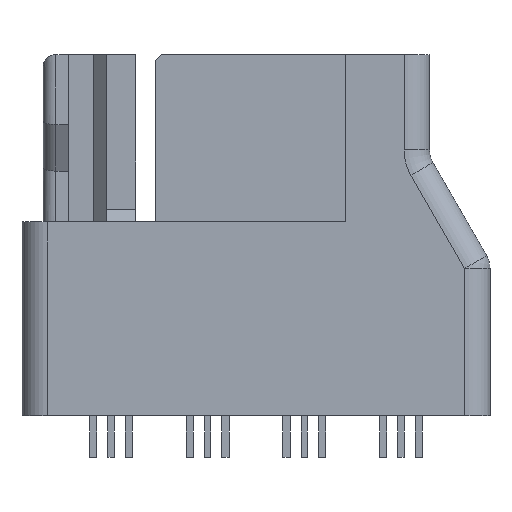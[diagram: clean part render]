
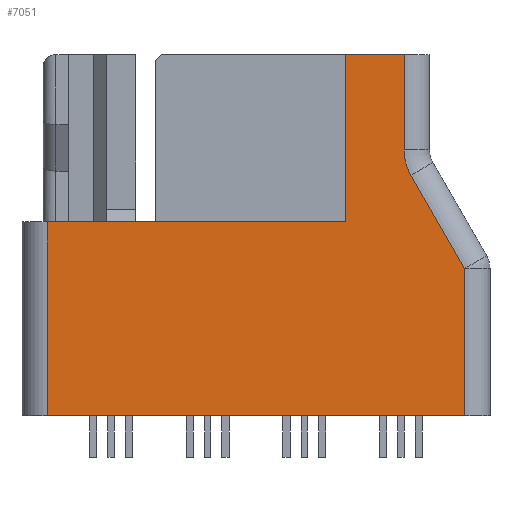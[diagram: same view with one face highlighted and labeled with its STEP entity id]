
A CAD part, left-side view. The second image highlights one B-rep face of the part: STEP entity #7051.
In plain terms, the highlighted planar face has unit normal (-1, 0, 0).
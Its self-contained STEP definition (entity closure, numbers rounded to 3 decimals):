
#2=DIRECTION('',(0.,0.,1.));
#3=VECTOR('',#2,5.792);
#4=CARTESIAN_POINT('',(-7.575,-8.2,-14.2));
#5=LINE('',#4,#3);
#6=DIRECTION('',(0.,1.,0.));
#7=VECTOR('',#6,16.4);
#8=CARTESIAN_POINT('',(-7.575,-8.2,-14.2));
#9=LINE('',#8,#7);
#10=DIRECTION('',(0.,0.,-1.));
#11=VECTOR('',#10,7.62);
#12=CARTESIAN_POINT('',(-7.575,8.2,-6.58));
#13=LINE('',#12,#11);
#14=DIRECTION('',(0.,1.,0.));
#15=VECTOR('',#14,1.15);
#16=CARTESIAN_POINT('',(-7.575,4.72,-6.58));
#17=LINE('',#16,#15);
#18=DIRECTION('',(0.,-1.,0.));
#19=VECTOR('',#18,8.22);
#20=CARTESIAN_POINT('',(-7.575,4.72,-6.58));
#21=LINE('',#20,#19);
#22=DIRECTION('',(0.,0.,-1.));
#23=VECTOR('',#22,6.58);
#24=CARTESIAN_POINT('',(-7.575,-3.5,0.));
#25=LINE('',#24,#23);
#26=DIRECTION('',(0.,-1.,0.));
#27=VECTOR('',#26,2.32);
#28=CARTESIAN_POINT('',(-7.575,-3.5,0.));
#29=LINE('',#28,#27);
#30=DIRECTION('',(0.,0.,1.));
#31=VECTOR('',#30,3.75);
#32=CARTESIAN_POINT('',(-7.575,-5.82,-3.75));
#33=LINE('',#32,#31);
#34=CARTESIAN_POINT('',(-7.575,-7.82,-3.75));
#35=DIRECTION('',(1.,0.,0.));
#36=DIRECTION('',(0.,0.866,-0.5));
#37=AXIS2_PLACEMENT_3D('',#34,#35,#36);
#39=DIRECTION('',(0.,0.5,0.866));
#40=VECTOR('',#39,4.224);
#41=CARTESIAN_POINT('',(-7.575,-8.2,-8.408));
#42=LINE('',#41,#40);
#1050=DIRECTION('',(0.,1.,0.));
#1051=VECTOR('',#1050,2.33);
#1052=CARTESIAN_POINT('',(-7.575,5.87,-6.58));
#1053=LINE('',#1052,#1051);
#6702=CARTESIAN_POINT('',(-7.575,-3.5,0.));
#6703=CARTESIAN_POINT('',(-7.575,-3.5,-6.58));
#6704=VERTEX_POINT('',#6702);
#6705=VERTEX_POINT('',#6703);
#6730=CARTESIAN_POINT('',(-7.575,4.72,-6.58));
#6731=CARTESIAN_POINT('',(-7.575,5.87,-6.58));
#6732=VERTEX_POINT('',#6730);
#6733=VERTEX_POINT('',#6731);
#6803=CARTESIAN_POINT('',(-7.575,-8.2,-14.2));
#6805=VERTEX_POINT('',#6803);
#6806=CARTESIAN_POINT('',(-7.575,-8.2,-8.408));
#6807=VERTEX_POINT('',#6806);
#6810=CARTESIAN_POINT('',(-7.575,-5.82,0.));
#6812=VERTEX_POINT('',#6810);
#6816=CARTESIAN_POINT('',(-7.575,-5.82,-3.75));
#6817=VERTEX_POINT('',#6816);
#6818=CARTESIAN_POINT('',(-7.575,-6.088,-4.75));
#6819=VERTEX_POINT('',#6818);
#6846=CARTESIAN_POINT('',(-7.575,8.2,-14.2));
#6848=VERTEX_POINT('',#6846);
#6852=CARTESIAN_POINT('',(-7.575,8.2,-6.58));
#6853=VERTEX_POINT('',#6852);
#7022=CARTESIAN_POINT('',(-7.575,0.,0.));
#7023=DIRECTION('',(1.,0.,0.));
#7024=DIRECTION('',(0.,1.,0.));
#7025=AXIS2_PLACEMENT_3D('',#7022,#7023,#7024);
#7026=PLANE('',#7025);
#7028=ORIENTED_EDGE('',*,*,#7027,.F.);
#7030=ORIENTED_EDGE('',*,*,#7029,.T.);
#7032=ORIENTED_EDGE('',*,*,#7031,.F.);
#7034=ORIENTED_EDGE('',*,*,#7033,.F.);
#7036=ORIENTED_EDGE('',*,*,#7035,.F.);
#7038=ORIENTED_EDGE('',*,*,#7037,.T.);
#7040=ORIENTED_EDGE('',*,*,#7039,.F.);
#7042=ORIENTED_EDGE('',*,*,#7041,.T.);
#7044=ORIENTED_EDGE('',*,*,#7043,.F.);
#7046=ORIENTED_EDGE('',*,*,#7045,.F.);
#7048=ORIENTED_EDGE('',*,*,#7047,.F.);
#7049=EDGE_LOOP('',(#7028,#7030,#7032,#7034,#7036,#7038,#7040,#7042,#7044,#7046,
#7048));
#7050=FACE_OUTER_BOUND('',#7049,.F.);
#38=CIRCLE('',#37,2.);
#7027=EDGE_CURVE('',#6805,#6807,#5,.T.);
#7029=EDGE_CURVE('',#6805,#6848,#9,.T.);
#7031=EDGE_CURVE('',#6853,#6848,#13,.T.);
#7033=EDGE_CURVE('',#6733,#6853,#1053,.T.);
#7035=EDGE_CURVE('',#6732,#6733,#17,.T.);
#7037=EDGE_CURVE('',#6732,#6705,#21,.T.);
#7039=EDGE_CURVE('',#6704,#6705,#25,.T.);
#7041=EDGE_CURVE('',#6704,#6812,#29,.T.);
#7043=EDGE_CURVE('',#6817,#6812,#33,.T.);
#7045=EDGE_CURVE('',#6819,#6817,#38,.T.);
#7047=EDGE_CURVE('',#6807,#6819,#42,.T.);
#7051=ADVANCED_FACE('',(#7050),#7026,.F.);
